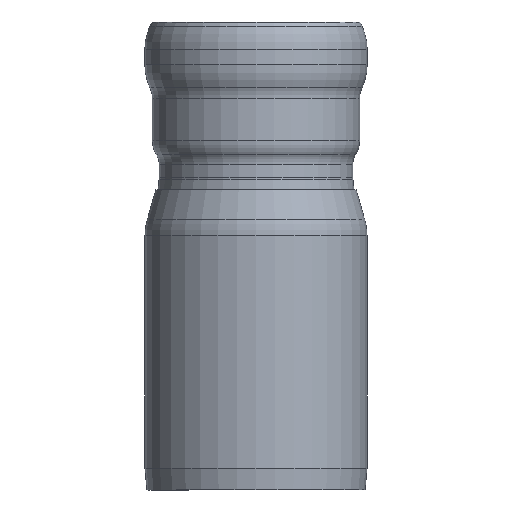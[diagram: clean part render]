
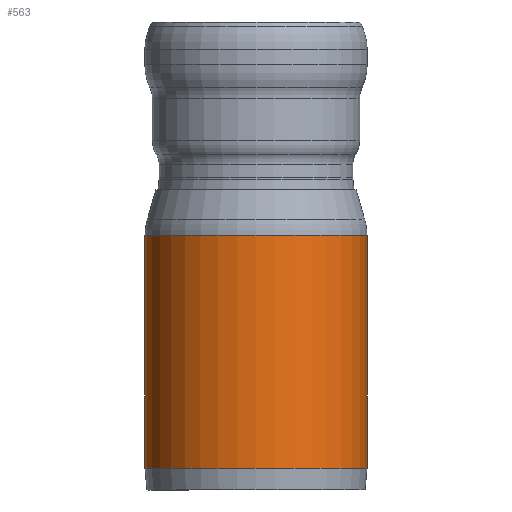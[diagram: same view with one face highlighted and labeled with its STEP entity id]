
A CAD part, front view. The second image highlights one B-rep face of the part: STEP entity #563.
In plain terms, the highlighted cylindrical face has radius 510 mm (diameter 1020 mm), a full revolution.
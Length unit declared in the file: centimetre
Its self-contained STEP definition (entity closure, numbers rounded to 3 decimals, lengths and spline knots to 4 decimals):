
#25=CYLINDRICAL_SURFACE('',#663,51.);
#52=LINE('',#1077,#68);
#68=VECTOR('',#874,51.);
#113=FACE_OUTER_BOUND('',#150,.T.);
#150=EDGE_LOOP('',(#510,#511,#512,#513,#514));
#217=CIRCLE('',#660,51.);
#218=CIRCLE('',#661,51.);
#220=CIRCLE('',#664,51.);
#272=VERTEX_POINT('',#1069);
#273=VERTEX_POINT('',#1070);
#274=VERTEX_POINT('',#1075);
#351=EDGE_CURVE('',#272,#273,#217,.T.);
#352=EDGE_CURVE('',#273,#272,#218,.T.);
#354=EDGE_CURVE('',#274,#274,#220,.T.);
#355=EDGE_CURVE('',#274,#272,#52,.T.);
#510=ORIENTED_EDGE('',*,*,#354,.F.);
#511=ORIENTED_EDGE('',*,*,#355,.T.);
#512=ORIENTED_EDGE('',*,*,#351,.T.);
#513=ORIENTED_EDGE('',*,*,#352,.T.);
#514=ORIENTED_EDGE('',*,*,#355,.F.);
#563=ADVANCED_FACE('',(#113),#25,.T.);
#660=AXIS2_PLACEMENT_3D('',#1071,#864,#865);
#661=AXIS2_PLACEMENT_3D('',#1072,#866,#867);
#663=AXIS2_PLACEMENT_3D('',#1074,#870,#871);
#664=AXIS2_PLACEMENT_3D('',#1076,#872,#873);
#864=DIRECTION('center_axis',(0.,0.,
-1.));
#865=DIRECTION('ref_axis',(1.,0.,0.));
#866=DIRECTION('center_axis',(0.,0.,
-1.));
#867=DIRECTION('ref_axis',(1.,0.,0.));
#870=DIRECTION('center_axis',(0.,0.,
-1.));
#871=DIRECTION('ref_axis',(1.,0.,0.));
#872=DIRECTION('center_axis',(0.,0.,
-1.));
#873=DIRECTION('ref_axis',(1.,0.,0.));
#874=DIRECTION('',(0.,0.,1.));
#1069=CARTESIAN_POINT('',(734.5662,339.4306,11.189));
#1070=CARTESIAN_POINT('',(785.5662,288.4306,11.189));
#1071=CARTESIAN_POINT('Origin',(785.5662,339.4306,11.189));
#1072=CARTESIAN_POINT('Origin',(785.5662,339.4306,11.189));
#1074=CARTESIAN_POINT('Origin',(785.5662,339.4306,-42.2722));
#1075=CARTESIAN_POINT('',(734.5662,339.4306,-95.7334));
#1076=CARTESIAN_POINT('Origin',(785.5662,339.4306,-95.7334));
#1077=CARTESIAN_POINT('',(734.5662,339.4306,-42.2722));
